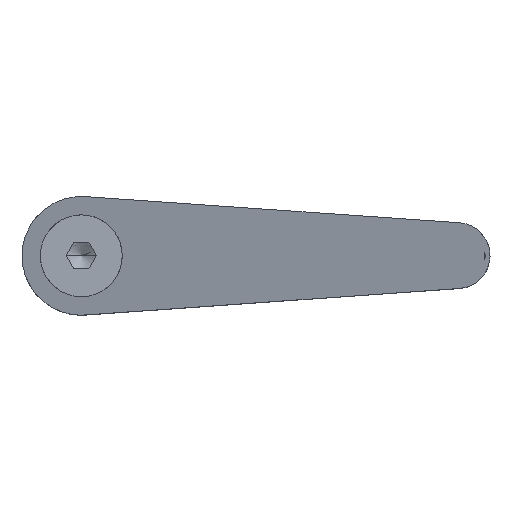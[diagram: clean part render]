
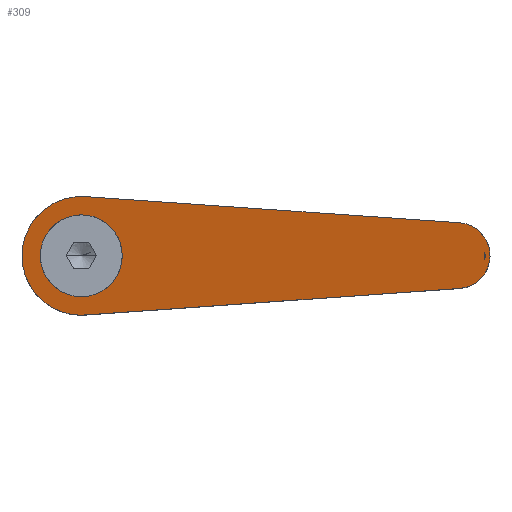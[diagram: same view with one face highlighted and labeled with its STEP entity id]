
A CAD part, top view. The second image highlights one B-rep face of the part: STEP entity #309.
In plain terms, the highlighted planar face has unit normal (-0.266, 0, 0.964).
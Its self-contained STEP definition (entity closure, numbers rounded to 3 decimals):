
#203=EDGE_CURVE('',#261,#275,#566,.T.);
#207=EDGE_CURVE('',#235,#251,#570,.T.);
#235=VERTEX_POINT('',#601);
#239=VERTEX_POINT('',#605);
#251=VERTEX_POINT('',#620);
#261=VERTEX_POINT('',#630);
#275=VERTEX_POINT('',#645);
#289=VERTEX_POINT('',#661);
#301=VERTEX_POINT('',#673);
#309=ADVANCED_FACE('',(#682,#683,#684),#685,.F.);
#325=EDGE_CURVE('',#447,#381,#702,.T.);
#337=EDGE_CURVE('',#289,#301,#715,.T.);
#367=EDGE_CURVE('',#381,#235,#747,.T.);
#381=VERTEX_POINT('',#762);
#395=EDGE_CURVE('',#251,#457,#778,.T.);
#437=EDGE_CURVE('',#457,#447,#824,.T.);
#441=EDGE_CURVE('',#301,#239,#828,.T.);
#447=VERTEX_POINT('',#835);
#457=VERTEX_POINT('',#846);
#501=EDGE_CURVE('',#239,#289,#897,.T.);
#541=EDGE_CURVE('',#261,#275,#944,.T.);
#566=CIRCLE('',#961,4.874);
#570=ELLIPSE('',#967,9.335,9.);
#601=CARTESIAN_POINT('',(0.632,8.978,28.753));
#605=CARTESIAN_POINT('',(-1.001,6.119,28.304));
#620=CARTESIAN_POINT('',(-9.,0.,26.1));
#630=CARTESIAN_POINT('',(61.218,0.524,45.444));
#645=CARTESIAN_POINT('',(61.218,-0.524,45.444));
#661=CARTESIAN_POINT('',(0.,-6.2,28.579));
#673=CARTESIAN_POINT('',(0.,6.2,28.579));
#682=FACE_BOUND('',#1180,.T.);
#683=FACE_OUTER_BOUND('',#1181,.T.);
#684=FACE_BOUND('',#1182,.T.);
#685=PLANE('',#1183);
#702=ELLIPSE('',#1205,5.186,5.);
#715=ELLIPSE('',#1224,6.431,6.2);
#747=LINE('',#1274,#1275);
#762=CARTESIAN_POINT('',(57.351,4.988,44.379));
#778=ELLIPSE('',#1316,9.335,9.);
#824=LINE('',#1394,#1395);
#828=ELLIPSE('',#1400,6.431,6.2);
#835=CARTESIAN_POINT('',(57.351,-4.988,44.379));
#846=CARTESIAN_POINT('',(0.632,-8.978,28.753));
#897=ELLIPSE('',#1491,6.431,6.2);
#944=ELLIPSE('',#1559,4.408,4.25);
#961=AXIS2_PLACEMENT_3D('',#1572,#1573,#1574);
#967=AXIS2_PLACEMENT_3D('',#1578,#1579,#1580);
#1180=EDGE_LOOP('',(#1689,#1690));
#1181=EDGE_LOOP('',(#1691,#1692,#1693,#1694,#1695));
#1182=EDGE_LOOP('',(#1696,#1697,#1698));
#1183=AXIS2_PLACEMENT_3D('',#1699,#1700,#1701);
#1205=AXIS2_PLACEMENT_3D('',#1716,#1717,#1718);
#1224=AXIS2_PLACEMENT_3D('',#1735,#1736,#1737);
#1274=CARTESIAN_POINT('',(33.351,6.676,37.767));
#1275=VECTOR('',#1771,1.0);
#1316=AXIS2_PLACEMENT_3D('',#1795,#1796,#1797);
#1394=CARTESIAN_POINT('',(59.719,-4.821,45.031));
#1395=VECTOR('',#1828,1.0);
#1400=AXIS2_PLACEMENT_3D('',#1829,#1830,#1831);
#1491=AXIS2_PLACEMENT_3D('',#1921,#1922,#1923);
#1559=AXIS2_PLACEMENT_3D('',#1992,#1993,#1994);
#1572=CARTESIAN_POINT('',(56.545,0.,44.157));
#1573=DIRECTION('',(0.266,0.,-0.964));
#1574=DIRECTION('',(0.066,0.998,0.018));
#1578=CARTESIAN_POINT('',(0.,0.,28.579));
#1579=DIRECTION('',(-0.266,0.,0.964));
#1580=DIRECTION('',(-0.964,0.,-0.266));
#1689=ORIENTED_EDGE('',*,*,#203,.F.);
#1690=ORIENTED_EDGE('',*,*,#541,.T.);
#1691=ORIENTED_EDGE('',*,*,#207,.T.);
#1692=ORIENTED_EDGE('',*,*,#395,.T.);
#1693=ORIENTED_EDGE('',*,*,#437,.T.);
#1694=ORIENTED_EDGE('',*,*,#325,.T.);
#1695=ORIENTED_EDGE('',*,*,#367,.T.);
#1696=ORIENTED_EDGE('',*,*,#501,.F.);
#1697=ORIENTED_EDGE('',*,*,#441,.F.);
#1698=ORIENTED_EDGE('',*,*,#337,.F.);
#1699=CARTESIAN_POINT('',(27.54,0.,36.166));
#1700=DIRECTION('',(0.266,0.,-0.964));
#1701=DIRECTION('',(0.256,0.964,0.071));
#1716=CARTESIAN_POINT('',(57.0,0.,44.282));
#1717=DIRECTION('',(-0.266,0.,0.964));
#1718=DIRECTION('',(0.964,0.,0.266));
#1735=CARTESIAN_POINT('',(0.0,0.0,28.579));
#1736=DIRECTION('',(-0.266,0.,0.964));
#1737=DIRECTION('',(-0.964,0.0,-0.266));
#1771=DIRECTION('',(-0.962,0.068,-0.265));
#1795=CARTESIAN_POINT('',(0.,0.,28.579));
#1796=DIRECTION('',(-0.266,0.,0.964));
#1797=DIRECTION('',(-0.964,0.,-0.266));
#1828=DIRECTION('',(0.962,0.068,0.265));
#1829=CARTESIAN_POINT('',(0.0,0.0,28.579));
#1830=DIRECTION('',(-0.266,0.,0.964));
#1831=DIRECTION('',(-0.964,0.0,-0.266));
#1921=CARTESIAN_POINT('',(0.0,0.0,28.579));
#1922=DIRECTION('',(-0.266,0.,0.964));
#1923=DIRECTION('',(-0.964,0.0,-0.266));
#1992=CARTESIAN_POINT('',(57.0,0.,44.282));
#1993=DIRECTION('',(0.266,0.,-0.964));
#1994=DIRECTION('',(0.964,0.,0.266));
